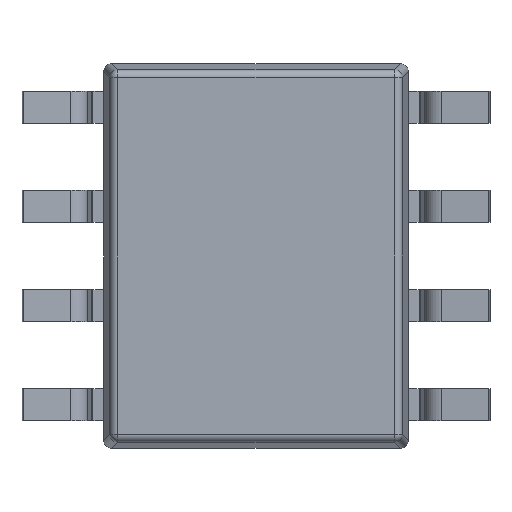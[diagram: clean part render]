
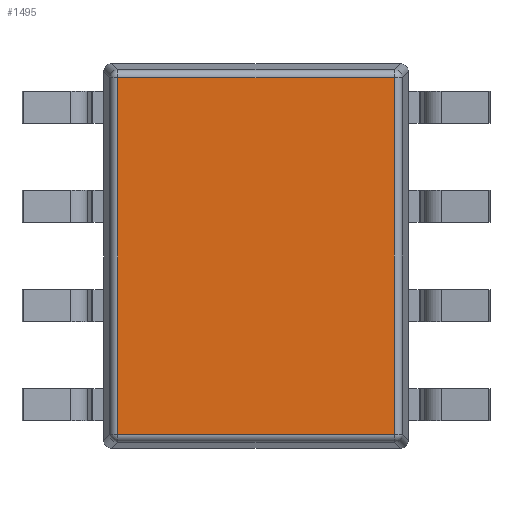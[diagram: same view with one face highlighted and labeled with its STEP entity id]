
A CAD part, front view. The second image highlights one B-rep face of the part: STEP entity #1495.
In plain terms, the highlighted planar face has unit normal (0, -1, 0).
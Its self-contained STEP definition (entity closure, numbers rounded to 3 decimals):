
#180 = LINE ( 'NONE', #2131, #3055 ) ;
#308 = DIRECTION ( 'NONE',  ( 1., 0., 0. ) ) ;
#390 = VERTEX_POINT ( 'NONE', #3823 ) ;
#439 = VERTEX_POINT ( 'NONE', #3111 ) ;
#585 = FACE_OUTER_BOUND ( 'NONE', #3840, .T. ) ;
#639 = ORIENTED_EDGE ( 'NONE', *, *, #4662, .T. ) ;
#704 = CARTESIAN_POINT ( 'NONE',  ( 1.772, 0.25, 2.285 ) ) ;
#725 = AXIS2_PLACEMENT_3D ( 'NONE', #979, #2140, #2541 ) ;
#979 = CARTESIAN_POINT ( 'NONE',  ( 0., 0.25, 0. ) ) ;
#1176 = ORIENTED_EDGE ( 'NONE', *, *, #1185, .T. ) ;
#1185 = EDGE_CURVE ( 'NONE', #3060, #390, #1691, .T. ) ;
#1495 = ADVANCED_FACE ( 'NONE', ( #585 ), #4778, .T. ) ;
#1675 = DIRECTION ( 'NONE',  ( -1., 0., 0. ) ) ;
#1691 = LINE ( 'NONE', #2519, #2535 ) ;
#1857 = CARTESIAN_POINT ( 'NONE',  ( 1.859, 0.25, -2.285 ) ) ;
#1904 = ORIENTED_EDGE ( 'NONE', *, *, #3370, .T. ) ;
#2017 = DIRECTION ( 'NONE',  ( 0., 0., -1. ) ) ;
#2131 = CARTESIAN_POINT ( 'NONE',  ( 1.772, 0.25, 2.372 ) ) ;
#2140 = DIRECTION ( 'NONE',  ( 0., -1., 0. ) ) ;
#2180 = LINE ( 'NONE', #1857, #3815 ) ;
#2519 = CARTESIAN_POINT ( 'NONE',  ( -1.772, 0.25, -2.372 ) ) ;
#2535 = VECTOR ( 'NONE', #2017, 1000. ) ;
#2541 = DIRECTION ( 'NONE',  ( 0., 0., -1. ) ) ;
#2717 = VECTOR ( 'NONE', #1675, 1000. ) ;
#3055 = VECTOR ( 'NONE', #4696, 1000. ) ;
#3060 = VERTEX_POINT ( 'NONE', #3800 ) ;
#3111 = CARTESIAN_POINT ( 'NONE',  ( 1.772, 0.25, -2.285 ) ) ;
#3136 = LINE ( 'NONE', #4639, #2717 ) ;
#3370 = EDGE_CURVE ( 'NONE', #4580, #3060, #3136, .T. ) ;
#3800 = CARTESIAN_POINT ( 'NONE',  ( -1.772, 0.25, 2.285 ) ) ;
#3815 = VECTOR ( 'NONE', #308, 1000. ) ;
#3823 = CARTESIAN_POINT ( 'NONE',  ( -1.772, 0.25, -2.285 ) ) ;
#3840 = EDGE_LOOP ( 'NONE', ( #1904, #1176, #639, #3925 ) ) ;
#3925 = ORIENTED_EDGE ( 'NONE', *, *, #4523, .T. ) ;
#4523 = EDGE_CURVE ( 'NONE', #439, #4580, #180, .T. ) ;
#4580 = VERTEX_POINT ( 'NONE', #704 ) ;
#4639 = CARTESIAN_POINT ( 'NONE',  ( -1.859, 0.25, 2.285 ) ) ;
#4662 = EDGE_CURVE ( 'NONE', #390, #439, #2180, .T. ) ;
#4696 = DIRECTION ( 'NONE',  ( 0., 0., 1. ) ) ;
#4778 = PLANE ( 'NONE',  #725 ) ;
